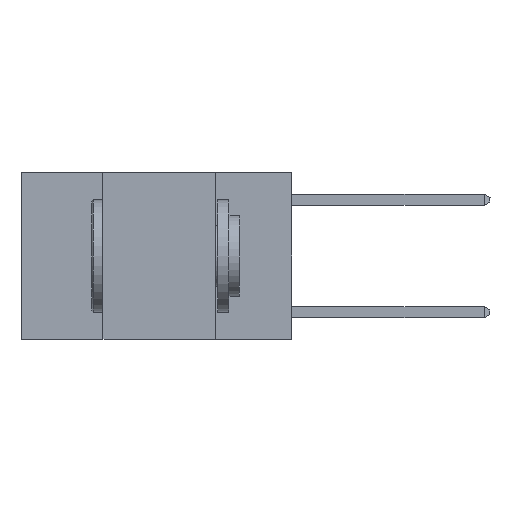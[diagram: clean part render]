
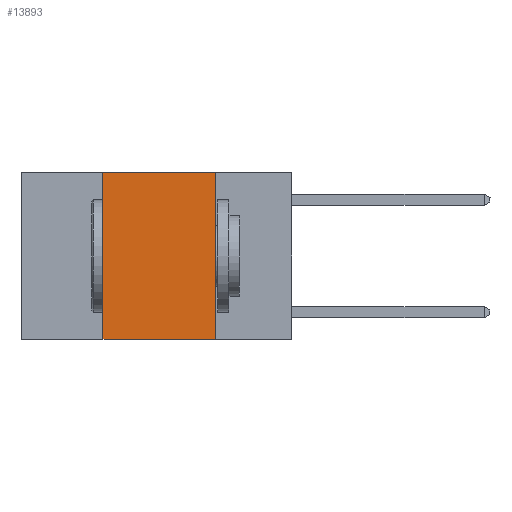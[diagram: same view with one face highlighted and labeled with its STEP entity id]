
A CAD part, left-side view. The second image highlights one B-rep face of the part: STEP entity #13893.
In plain terms, the highlighted planar face has unit normal (-1, 0, 0).
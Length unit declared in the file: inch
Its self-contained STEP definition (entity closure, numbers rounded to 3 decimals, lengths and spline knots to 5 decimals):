
#466 = LINE ( 'NONE', #6170, #5778 ) ;
#1224 = VERTEX_POINT ( 'NONE', #1389 ) ;
#1389 = CARTESIAN_POINT ( 'NONE',  ( 0., 0.42, 0. ) ) ;
#2070 = ORIENTED_EDGE ( 'NONE', *, *, #14988, .T. ) ;
#3297 = LINE ( 'NONE', #5201, #11608 ) ;
#3626 = VERTEX_POINT ( 'NONE', #18122 ) ;
#5201 = CARTESIAN_POINT ( 'NONE',  ( 0., 0.17, 0. ) ) ;
#5778 = VECTOR ( 'NONE', #13446, 39.37008 ) ;
#6170 = CARTESIAN_POINT ( 'NONE',  ( 0., 0.6, -0.37 ) ) ;
#6589 = DIRECTION ( 'NONE',  ( 0., 0., -1. ) ) ;
#6708 = PLANE ( 'NONE',  #13548 ) ;
#8767 = DIRECTION ( 'NONE',  ( 0., -1., 0. ) ) ;
#9252 = VECTOR ( 'NONE', #8767, 39.37008 ) ;
#9820 = VERTEX_POINT ( 'NONE', #15089 ) ;
#9989 = EDGE_CURVE ( 'NONE', #14718, #9820, #3297, .T. ) ;
#11147 = EDGE_CURVE ( 'NONE', #3626, #1224, #16633, .T. ) ;
#11608 = VECTOR ( 'NONE', #19567, 39.37008 ) ;
#12013 = ORIENTED_EDGE ( 'NONE', *, *, #16491, .F. ) ;
#12311 = FACE_OUTER_BOUND ( 'NONE', #13844, .T. ) ;
#13218 = ORIENTED_EDGE ( 'NONE', *, *, #9989, .F. ) ;
#13446 = DIRECTION ( 'NONE',  ( 0., -1., 0. ) ) ;
#13472 = CARTESIAN_POINT ( 'NONE',  ( 0., 0.17, 0. ) ) ;
#13548 = AXIS2_PLACEMENT_3D ( 'NONE', #21322, #21094, #6589 ) ;
#13844 = EDGE_LOOP ( 'NONE', ( #13218, #12013, #19809, #2070 ) ) ;
#13893 = ADVANCED_FACE ( 'NONE', ( #12311 ), #6708, .F. ) ;
#14718 = VERTEX_POINT ( 'NONE', #13472 ) ;
#14988 = EDGE_CURVE ( 'NONE', #3626, #9820, #466, .T. ) ;
#15089 = CARTESIAN_POINT ( 'NONE',  ( 0., 0.17, -0.37 ) ) ;
#16491 = EDGE_CURVE ( 'NONE', #1224, #14718, #17783, .T. ) ;
#16511 = CARTESIAN_POINT ( 'NONE',  ( 0., 0.42, 0. ) ) ;
#16633 = LINE ( 'NONE', #16511, #22214 ) ;
#17783 = LINE ( 'NONE', #19330, #9252 ) ;
#18122 = CARTESIAN_POINT ( 'NONE',  ( 0., 0.42, -0.37 ) ) ;
#18512 = DIRECTION ( 'NONE',  ( 0., 0., 1. ) ) ;
#19330 = CARTESIAN_POINT ( 'NONE',  ( 0., 0.6, 0. ) ) ;
#19567 = DIRECTION ( 'NONE',  ( 0., 0., -1. ) ) ;
#19809 = ORIENTED_EDGE ( 'NONE', *, *, #11147, .F. ) ;
#21094 = DIRECTION ( 'NONE',  ( 1., 0., 0. ) ) ;
#21322 = CARTESIAN_POINT ( 'NONE',  ( 0., 0.6, 0. ) ) ;
#22214 = VECTOR ( 'NONE', #18512, 39.37008 ) ;
